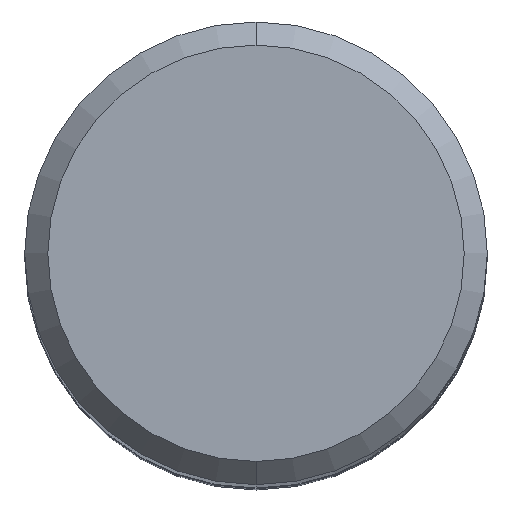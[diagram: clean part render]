
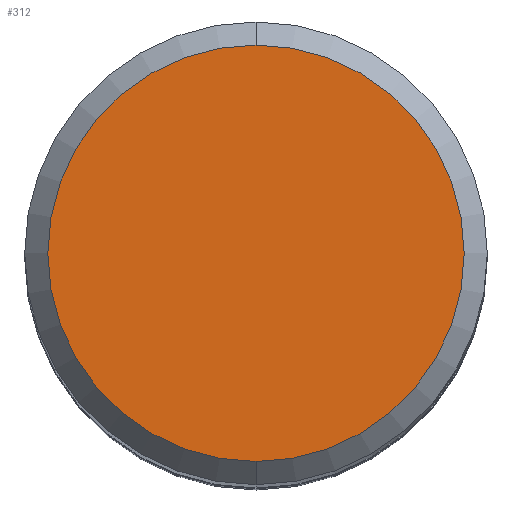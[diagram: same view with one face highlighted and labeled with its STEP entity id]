
A CAD part, top view. The second image highlights one B-rep face of the part: STEP entity #312.
In plain terms, the highlighted planar face has unit normal (0, 0, 1).
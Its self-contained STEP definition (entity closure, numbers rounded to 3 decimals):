
#196=EDGE_CURVE('',#436,#268,#526,.T.);
#268=VERTEX_POINT('',#603);
#312=ADVANCED_FACE('',(#650),#651,.T.);
#362=EDGE_CURVE('',#268,#436,#705,.T.);
#436=VERTEX_POINT('',#789);
#526=CIRCLE('',#885,5.4);
#603=CARTESIAN_POINT('',(0.,-5.4,0.0));
#650=FACE_OUTER_BOUND('',#1222,.T.);
#651=PLANE('',#1223);
#705=CIRCLE('',#1309,5.4);
#789=CARTESIAN_POINT('',(0.0,5.4,0.0));
#885=AXIS2_PLACEMENT_3D('',#1607,#1608,#1609);
#1222=EDGE_LOOP('',(#1720,#1721));
#1223=AXIS2_PLACEMENT_3D('',#1722,#1723,#1724);
#1309=AXIS2_PLACEMENT_3D('',#1774,#1775,#1776);
#1607=CARTESIAN_POINT('',(0.0,0.0,0.0));
#1608=DIRECTION('',(0.0,0.0,-1.0));
#1609=DIRECTION('',(0.0,1.0,0.0));
#1720=ORIENTED_EDGE('',*,*,#196,.F.);
#1721=ORIENTED_EDGE('',*,*,#362,.F.);
#1722=CARTESIAN_POINT('',(0.0,2.7,0.0));
#1723=DIRECTION('',(-0.0,0.0,1.0));
#1724=DIRECTION('',(0.0,-1.0,0.0));
#1774=CARTESIAN_POINT('',(0.0,0.0,0.0));
#1775=DIRECTION('',(0.0,0.0,-1.0));
#1776=DIRECTION('',(0.0,1.0,0.0));
